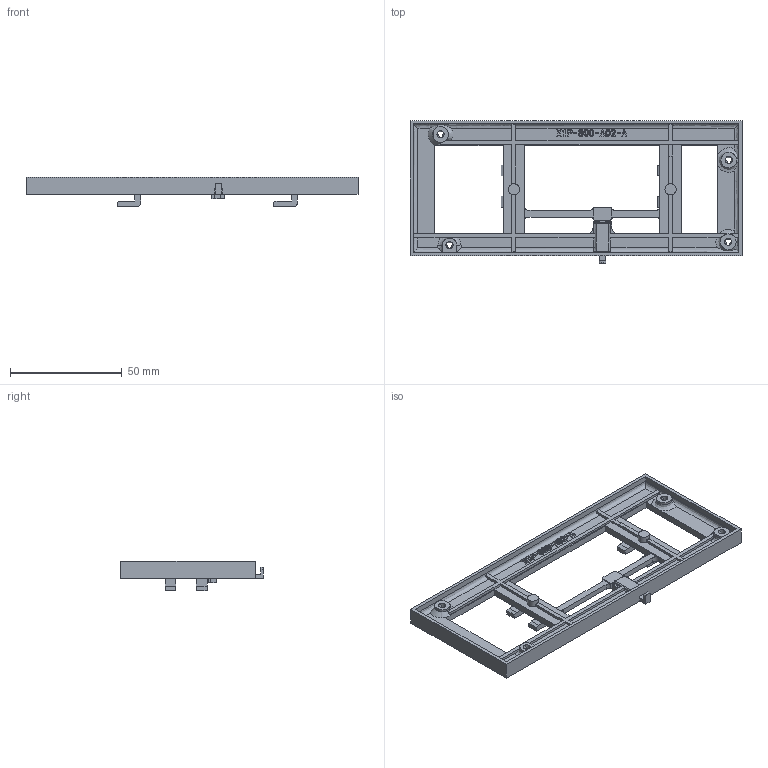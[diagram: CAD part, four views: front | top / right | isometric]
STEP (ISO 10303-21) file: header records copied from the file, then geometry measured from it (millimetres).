
FILE_DESCRIPTION(/* description */ ('STEP AP242','CAx-IF Rec.Pracs.---Representation and Presentation of Product Manufacturing Information (PMI)---4.0---2014-10-13','CAx-IF Rec.Pracs.---3D Tessellated Geometry---0.4---2014-09-14','2;1'),/* implementation_level */ '2;1');
FILE_NAME(/* name */ '67e62b2e45027277bb9e894e',/* time_stamp */ '2025-03-28T04:53:04Z',/* author */ (''),/* organization */ (''),/* preprocessor_version */ 'ST-DEVELOPER v20',/* originating_system */ 'ONSHAPE BY PTC INC, 1.195',/* authorisation */ ' ');
FILE_SCHEMA (('AP242_MANAGED_MODEL_BASED_3D_ENGINEERING_MIM_LF { 1 0 10303 442 1 1 4 }'));
Length unit declared in the file: metre
Products named in the file (1): lower case
Bounding box: 148.3 x 63.8 x 13.05 mm (x, y, z)
Volume: 19893 mm3; surface area: 18788.8 mm2
Topology: 1 solids, 1 shells, 552 faces, 1555 edges, 1022 vertices
Faces by surface type: plane 261, cylinder 197, bspline 94
Full cylindrical faces by diameter (mm): 5 x2, 7 x2
Entity records: 19278 total; most frequent: CARTESIAN_POINT 5670, ORIENTED_EDGE 3078, DIRECTION 2465, EDGE_CURVE 1539, VERTEX_POINT 1014, LINE 849, VECTOR 849, AXIS2_PLACEMENT_3D 808
